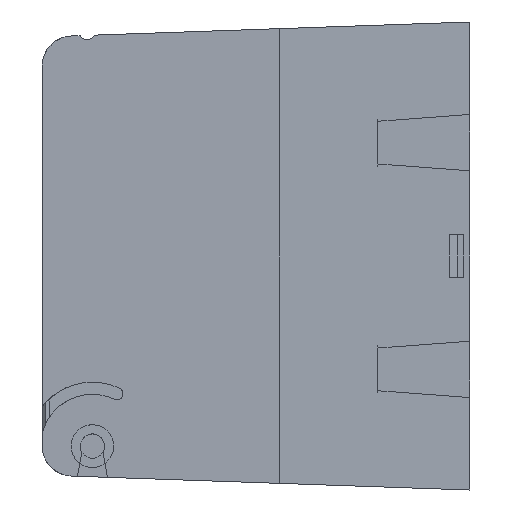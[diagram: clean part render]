
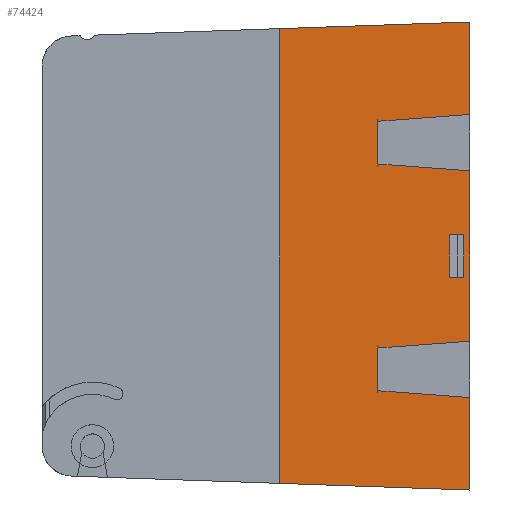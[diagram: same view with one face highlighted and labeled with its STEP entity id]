
A CAD part, left-side view. The second image highlights one B-rep face of the part: STEP entity #74424.
In plain terms, the highlighted planar face has unit normal (-1, 0, 0).
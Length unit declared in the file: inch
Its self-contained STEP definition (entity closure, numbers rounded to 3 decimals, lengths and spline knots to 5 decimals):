
#44 = VECTOR ( 'NONE', #36010, 39.37008 ) ;
#1079 = VECTOR ( 'NONE', #106731, 39.37008 ) ;
#1222 = ORIENTED_EDGE ( 'NONE', *, *, #46651, .F. ) ;
#1677 = CARTESIAN_POINT ( 'NONE',  ( -3.255, 0.133, 0.14 ) ) ;
#3217 = CARTESIAN_POINT ( 'NONE',  ( -3.255, 0.133, -0.14 ) ) ;
#3349 = VECTOR ( 'NONE', #87621, 39.37008 ) ;
#3983 = CARTESIAN_POINT ( 'NONE',  ( -3.255, 0., 1.4375 ) ) ;
#4963 = EDGE_CURVE ( 'NONE', #62174, #34102, #7386, .T. ) ;
#5916 = CARTESIAN_POINT ( 'NONE',  ( -3.255, 0.04, 0.14 ) ) ;
#7386 = LINE ( 'NONE', #108920, #87534 ) ;
#8454 = ORIENTED_EDGE ( 'NONE', *, *, #92125, .T. ) ;
#10273 = CARTESIAN_POINT ( 'NONE',  ( -3.255, 0., 1.4375 ) ) ;
#11798 = PLANE ( 'NONE',  #27437 ) ;
#13683 = VECTOR ( 'NONE', #123892, 39.37008 ) ;
#13728 = DIRECTION ( 'NONE',  ( 0., 0., 1. ) ) ;
#13883 = VECTOR ( 'NONE', #128408, 39.37008 ) ;
#14663 = DIRECTION ( 'NONE',  ( 0., -1., 0. ) ) ;
#16936 = LINE ( 'NONE', #61285, #13683 ) ;
#17239 = EDGE_CURVE ( 'NONE', #26937, #87245, #97324, .T. ) ;
#17262 = VECTOR ( 'NONE', #18794, 39.37008 ) ;
#18794 = DIRECTION ( 'NONE',  ( 0., -0.997, 0.074 ) ) ;
#18824 = CARTESIAN_POINT ( 'NONE',  ( -3.255, 0., 1.53756 ) ) ;
#19716 = VERTEX_POINT ( 'NONE', #63166 ) ;
#19794 = CARTESIAN_POINT ( 'NONE',  ( -3.255, 0.604, -0.60477 ) ) ;
#19833 = ORIENTED_EDGE ( 'NONE', *, *, #42705, .F. ) ;
#20538 = LINE ( 'NONE', #123080, #17262 ) ;
#20705 = VERTEX_POINT ( 'NONE', #74081 ) ;
#21993 = DIRECTION ( 'NONE',  ( 0., 0., -1. ) ) ;
#22213 = EDGE_LOOP ( 'NONE', ( #38999, #59542, #91159, #22917, #8454, #19833, #45302, #34779, #111330, #115663, #24283, #38320 ) ) ;
#22572 = EDGE_CURVE ( 'NONE', #20705, #131276, #30537, .T. ) ;
#22917 = ORIENTED_EDGE ( 'NONE', *, *, #42683, .T. ) ;
#24283 = ORIENTED_EDGE ( 'NONE', *, *, #54816, .F. ) ;
#26013 = VECTOR ( 'NONE', #114472, 39.37008 ) ;
#26937 = VERTEX_POINT ( 'NONE', #107813 ) ;
#27416 = CARTESIAN_POINT ( 'NONE',  ( -3.255, 0., 0.56 ) ) ;
#27437 = AXIS2_PLACEMENT_3D ( 'NONE', #33332, #106353, #43803 ) ;
#28866 = LINE ( 'NONE', #1677, #1079 ) ;
#29716 = CARTESIAN_POINT ( 'NONE',  ( -3.255, 0.62245, -0.88387 ) ) ;
#30537 = LINE ( 'NONE', #3217, #55043 ) ;
#31588 = CARTESIAN_POINT ( 'NONE',  ( -3.255, 1.1485, -1.49745 ) ) ;
#33332 = CARTESIAN_POINT ( 'NONE',  ( -3.255, 0.594, -0.5 ) ) ;
#34102 = VERTEX_POINT ( 'NONE', #5916 ) ;
#34779 = ORIENTED_EDGE ( 'NONE', *, *, #17239, .F. ) ;
#36010 = DIRECTION ( 'NONE',  ( 0., 0., -1. ) ) ;
#37054 = CARTESIAN_POINT ( 'NONE',  ( -3.255, 1.1485, 1.49745 ) ) ;
#38320 = ORIENTED_EDGE ( 'NONE', *, *, #44850, .T. ) ;
#38999 = ORIENTED_EDGE ( 'NONE', *, *, #105689, .T. ) ;
#39533 = CARTESIAN_POINT ( 'NONE',  ( -3.255, 0.51262, 0.59799 ) ) ;
#40000 = VECTOR ( 'NONE', #93694, 39.37008 ) ;
#42683 = EDGE_CURVE ( 'NONE', #122265, #19716, #83465, .T. ) ;
#42705 = EDGE_CURVE ( 'NONE', #62781, #91429, #111296, .T. ) ;
#43011 = EDGE_CURVE ( 'NONE', #54608, #54319, #133983, .T. ) ;
#43803 = DIRECTION ( 'NONE',  ( 0., 0., 1. ) ) ;
#44035 = EDGE_CURVE ( 'NONE', #131276, #34102, #28866, .T. ) ;
#44850 = EDGE_CURVE ( 'NONE', #67140, #58993, #16936, .T. ) ;
#45302 = ORIENTED_EDGE ( 'NONE', *, *, #134188, .T. ) ;
#46651 = EDGE_CURVE ( 'NONE', #20705, #62174, #73327, .T. ) ;
#47563 = DIRECTION ( 'NONE',  ( 0., 0.999, -0.035 ) ) ;
#54281 = VERTEX_POINT ( 'NONE', #83035 ) ;
#54319 = VERTEX_POINT ( 'NONE', #73963 ) ;
#54608 = VERTEX_POINT ( 'NONE', #89179 ) ;
#54816 = EDGE_CURVE ( 'NONE', #67140, #54608, #56702, .T. ) ;
#55043 = VECTOR ( 'NONE', #13728, 39.37008 ) ;
#55290 = CARTESIAN_POINT ( 'NONE',  ( -3.255, 1.25, -0.5 ) ) ;
#56702 = LINE ( 'NONE', #29716, #84463 ) ;
#58993 = VERTEX_POINT ( 'NONE', #19794 ) ;
#59542 = ORIENTED_EDGE ( 'NONE', *, *, #67257, .F. ) ;
#61285 = CARTESIAN_POINT ( 'NONE',  ( -3.255, 0.604, -0.56 ) ) ;
#62174 = VERTEX_POINT ( 'NONE', #79345 ) ;
#62607 = CARTESIAN_POINT ( 'NONE',  ( -3.255, 0., 0.93 ) ) ;
#62781 = VERTEX_POINT ( 'NONE', #18824 ) ;
#63166 = CARTESIAN_POINT ( 'NONE',  ( -3.255, 0.604, 0.88523 ) ) ;
#66920 = CARTESIAN_POINT ( 'NONE',  ( -3.255, 0., 0.93 ) ) ;
#67140 = VERTEX_POINT ( 'NONE', #103814 ) ;
#67257 = EDGE_CURVE ( 'NONE', #126899, #54281, #87143, .T. ) ;
#67849 = LINE ( 'NONE', #31588, #40000 ) ;
#69886 = LINE ( 'NONE', #66920, #97695 ) ;
#73327 = LINE ( 'NONE', #89597, #128896 ) ;
#73963 = CARTESIAN_POINT ( 'NONE',  ( -3.255, 0., -1.53756 ) ) ;
#74081 = CARTESIAN_POINT ( 'NONE',  ( -3.255, 0.133, -0.14 ) ) ;
#74183 = CARTESIAN_POINT ( 'NONE',  ( -3.255, 0., 1.4375 ) ) ;
#74424 = ADVANCED_FACE ( 'NONE', ( #123585, #74565 ), #11798, .T. ) ;
#74565 = FACE_BOUND ( 'NONE', #110114, .T. ) ;
#79345 = CARTESIAN_POINT ( 'NONE',  ( -3.255, 0.04, -0.14 ) ) ;
#82036 = DIRECTION ( 'NONE',  ( 0., -0.997, -0.074 ) ) ;
#83035 = CARTESIAN_POINT ( 'NONE',  ( -3.255, 0., -0.56 ) ) ;
#83072 = CARTESIAN_POINT ( 'NONE',  ( -3.255, 0.604, 0.60477 ) ) ;
#83465 = LINE ( 'NONE', #98632, #3349 ) ;
#83840 = VECTOR ( 'NONE', #21993, 39.37008 ) ;
#84463 = VECTOR ( 'NONE', #92327, 39.37008 ) ;
#85044 = VECTOR ( 'NONE', #82036, 39.37008 ) ;
#87143 = LINE ( 'NONE', #74183, #83840 ) ;
#87245 = VERTEX_POINT ( 'NONE', #97218 ) ;
#87534 = VECTOR ( 'NONE', #98472, 39.37008 ) ;
#87621 = DIRECTION ( 'NONE',  ( 0., 0., 1. ) ) ;
#89179 = CARTESIAN_POINT ( 'NONE',  ( -3.255, 0., -0.93 ) ) ;
#89597 = CARTESIAN_POINT ( 'NONE',  ( -3.255, 0.133, -0.14 ) ) ;
#91159 = ORIENTED_EDGE ( 'NONE', *, *, #119322, .F. ) ;
#91429 = VERTEX_POINT ( 'NONE', #62607 ) ;
#92125 = EDGE_CURVE ( 'NONE', #19716, #91429, #69886, .T. ) ;
#92327 = DIRECTION ( 'NONE',  ( 0., -0.997, -0.074 ) ) ;
#93694 = DIRECTION ( 'NONE',  ( 0., 0.999, 0.035 ) ) ;
#95358 = ORIENTED_EDGE ( 'NONE', *, *, #22572, .T. ) ;
#97218 = CARTESIAN_POINT ( 'NONE',  ( -3.255, 1.25, 1.49391 ) ) ;
#97324 = LINE ( 'NONE', #55290, #13883 ) ;
#97695 = VECTOR ( 'NONE', #129563, 39.37008 ) ;
#98472 = DIRECTION ( 'NONE',  ( 0., 0., 1. ) ) ;
#98632 = CARTESIAN_POINT ( 'NONE',  ( -3.255, 0.604, 0.56 ) ) ;
#103814 = CARTESIAN_POINT ( 'NONE',  ( -3.255, 0.604, -0.88523 ) ) ;
#105689 = EDGE_CURVE ( 'NONE', #58993, #54281, #20538, .T. ) ;
#106353 = DIRECTION ( 'NONE',  ( -1., 0., 0. ) ) ;
#106731 = DIRECTION ( 'NONE',  ( 0., -1., 0. ) ) ;
#107813 = CARTESIAN_POINT ( 'NONE',  ( -3.255, 1.25, -1.49391 ) ) ;
#108920 = CARTESIAN_POINT ( 'NONE',  ( -3.255, 0.04, -0.14 ) ) ;
#110114 = EDGE_LOOP ( 'NONE', ( #122663, #1222, #95358, #133510 ) ) ;
#111296 = LINE ( 'NONE', #3983, #44 ) ;
#111330 = ORIENTED_EDGE ( 'NONE', *, *, #117638, .F. ) ;
#112832 = LINE ( 'NONE', #39533, #85044 ) ;
#114472 = DIRECTION ( 'NONE',  ( 0., 0., -1. ) ) ;
#115663 = ORIENTED_EDGE ( 'NONE', *, *, #43011, .F. ) ;
#117638 = EDGE_CURVE ( 'NONE', #54319, #26937, #67849, .T. ) ;
#119322 = EDGE_CURVE ( 'NONE', #122265, #126899, #112832, .T. ) ;
#122265 = VERTEX_POINT ( 'NONE', #83072 ) ;
#122663 = ORIENTED_EDGE ( 'NONE', *, *, #4963, .F. ) ;
#123080 = CARTESIAN_POINT ( 'NONE',  ( -3.255, 0., -0.56 ) ) ;
#123585 = FACE_OUTER_BOUND ( 'NONE', #22213, .T. ) ;
#123892 = DIRECTION ( 'NONE',  ( 0., 0., 1. ) ) ;
#126899 = VERTEX_POINT ( 'NONE', #27416 ) ;
#128408 = DIRECTION ( 'NONE',  ( 0., 0., 1. ) ) ;
#128896 = VECTOR ( 'NONE', #14663, 39.37008 ) ;
#129563 = DIRECTION ( 'NONE',  ( 0., -0.997, 0.074 ) ) ;
#129793 = VECTOR ( 'NONE', #47563, 39.37008 ) ;
#131276 = VERTEX_POINT ( 'NONE', #132376 ) ;
#132376 = CARTESIAN_POINT ( 'NONE',  ( -3.255, 0.133, 0.14 ) ) ;
#133039 = LINE ( 'NONE', #37054, #129793 ) ;
#133510 = ORIENTED_EDGE ( 'NONE', *, *, #44035, .T. ) ;
#133983 = LINE ( 'NONE', #10273, #26013 ) ;
#134188 = EDGE_CURVE ( 'NONE', #62781, #87245, #133039, .T. ) ;
